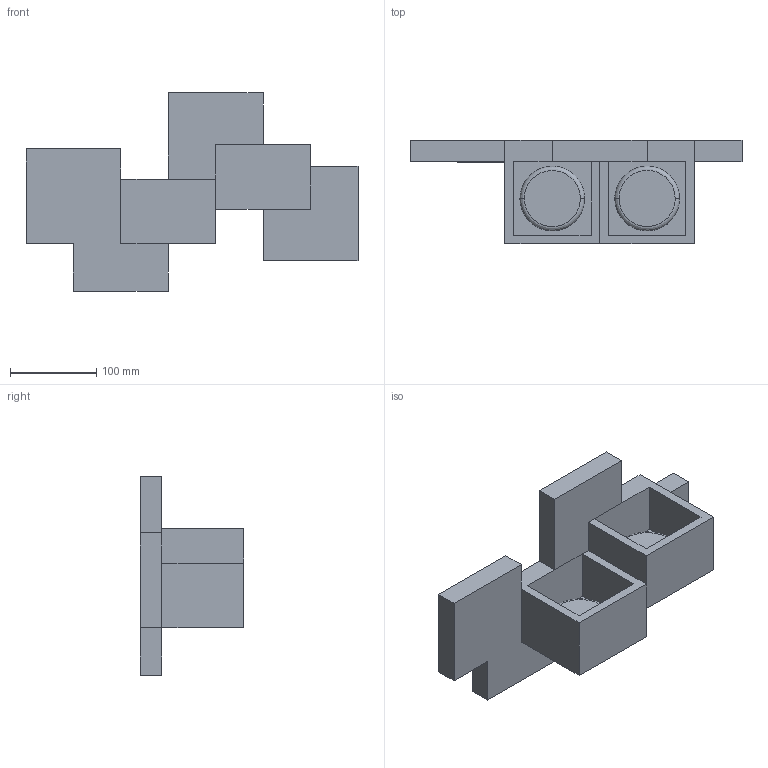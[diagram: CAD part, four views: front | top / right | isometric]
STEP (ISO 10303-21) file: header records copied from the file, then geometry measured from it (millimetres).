
FILE_DESCRIPTION(/* description */ (''),/* implementation_level */ '2;1');
FILE_NAME(/* name */ 'T324_S~1',/* time_stamp */ '2020-02-27T12:05:32+01:00',/* author */ (''),/* organization */ (''),/* preprocessor_version */ 'ST-DEVELOPER v15',/* originating_system */ '',/* authorisation */ '');
FILE_SCHEMA (('AUTOMOTIVE_DESIGN'));
Length unit declared in the file: centimetre
Products named in the file (1): Document
Bounding box: 385 x 120 x 230 mm (x, y, z)
Volume: 2108564.4 mm3; surface area: 270934.4 mm2
Topology: 3 solids, 3 shells, 54 faces, 132 edges, 84 vertices
Faces by surface type: plane 46, bspline 8
Entity records: 1527 total; most frequent: CARTESIAN_POINT 607, ORIENTED_EDGE 258, EDGE_CURVE 129, B_SPLINE_CURVE_WITH_KNOTS 112, VERTEX_POINT 81, ADVANCED_FACE 54, FACE_OUTER_BOUND 54, EDGE_LOOP 54
